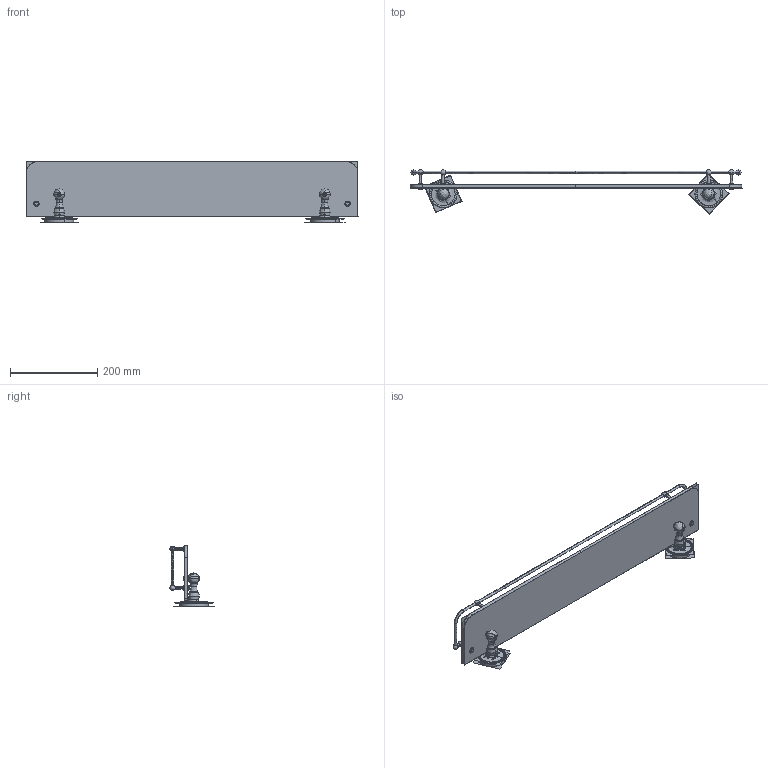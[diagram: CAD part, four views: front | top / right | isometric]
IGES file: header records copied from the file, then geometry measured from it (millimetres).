
Start section:  PTC IGES file: 1535t-24.igs
Global section: file name: 1535t-24.igs; native system: Pro/ENGINEER by Parametric Technology Corporation; preprocessor: 2009300; author: project; organization: Unknown; date: 20110118.124404; units: inch
Bounding box: 762.03 x 101.46 x 140.42 mm (x, y, z)
Surface area: 10798818.4 mm2 (no closed solid volume)
Topology: 0 solids, 0 shells, 2500 faces, 17414 edges, 17046 vertices
Faces by surface type: bspline 2500
